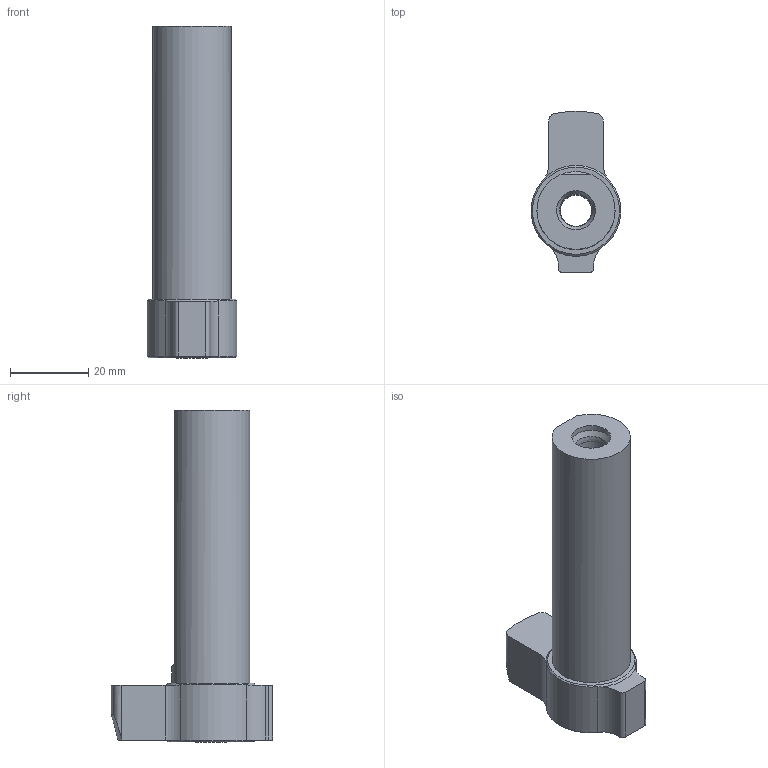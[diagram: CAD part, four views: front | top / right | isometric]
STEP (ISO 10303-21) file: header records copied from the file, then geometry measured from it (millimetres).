
FILE_DESCRIPTION((''),'1');
FILE_NAME('SL20-HDC8-70.stp','2020-03-09T01:22:41',(''),(''),'Spatial Interop R21 SP3','Kubotek KeyCreator 2011 V10.0.2 (22737)',' ');
FILE_SCHEMA(('automotive_design'));
Length unit declared in the file: millimetre
Products named in the file (1): Unnamed[1]
Bounding box: 22.95 x 41.23 x 85 mm (x, y, z)
Volume: 26704.1 mm3; surface area: 9351.9 mm2
Topology: 1 solids, 1 shells, 37 faces, 93 edges, 61 vertices
Faces by surface type: cylinder 16, plane 16, cone 5
Full cylindrical faces by diameter (mm): 8 x1, 8.2 x1, 8.5 x1, 10 x1, 20 x1
Entity records: 2539 total; most frequent: CARTESIAN_POINT 811, DIRECTION 184, ORIENTED_EDGE 162, PRESENTATION_STYLE_ASSIGNMENT 157, COLOUR_RGB 157, STYLED_ITEM 119, CURVE_STYLE 119, DRAUGHTING_PRE_DEFINED_CURVE_FONT 119
